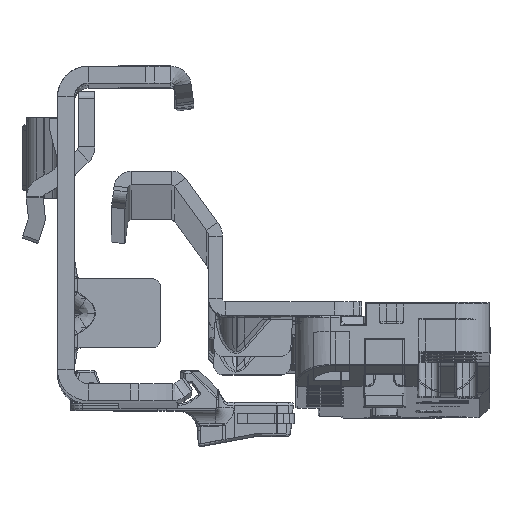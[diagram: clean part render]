
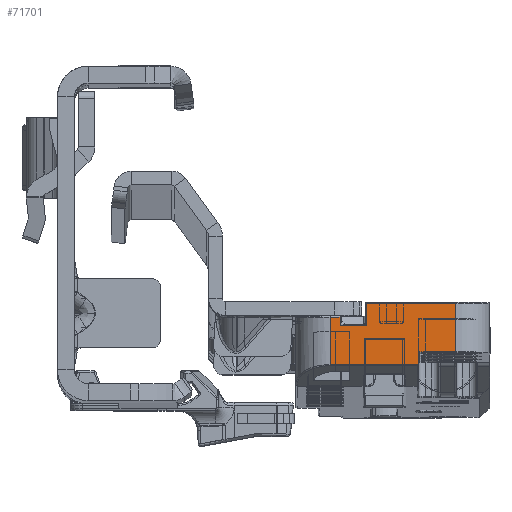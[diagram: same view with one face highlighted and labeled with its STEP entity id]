
A CAD part, top view. The second image highlights one B-rep face of the part: STEP entity #71701.
In plain terms, the highlighted face is planar.
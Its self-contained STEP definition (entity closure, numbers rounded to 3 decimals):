
#2198 = DIRECTION ( 'NONE',  ( 0., -1., 0. ) ) ;
#2316 = ORIENTED_EDGE ( 'NONE', *, *, #104599, .T. ) ;
#3414 = EDGE_CURVE ( 'NONE', #123320, #35617, #105906, .T. ) ;
#4258 = DIRECTION ( 'NONE',  ( 0., 0., 1. ) ) ;
#4374 = CARTESIAN_POINT ( 'NONE',  ( 19.8, 2.6, -284.5 ) ) ;
#7685 = EDGE_CURVE ( 'NONE', #58865, #54854, #69505, .T. ) ;
#10607 = LINE ( 'NONE', #51151, #36817 ) ;
#12779 = DIRECTION ( 'NONE',  ( 1., 0., 0. ) ) ;
#13296 = CARTESIAN_POINT ( 'NONE',  ( -8.5, -5.2, -284.5 ) ) ;
#14538 = DIRECTION ( 'NONE',  ( 1., 0., 0. ) ) ;
#16621 = EDGE_LOOP ( 'NONE', ( #2316, #78329, #51821, #38965, #75324, #19118, #79314, #68046, #36451, #107762, #86001, #96844 ) ) ;
#17729 = CARTESIAN_POINT ( 'NONE',  ( -8.3, -6.785, -284.5 ) ) ;
#19118 = ORIENTED_EDGE ( 'NONE', *, *, #62686, .T. ) ;
#20944 = AXIS2_PLACEMENT_3D ( 'NONE', #13296, #4258, #14538 ) ;
#22174 = CARTESIAN_POINT ( 'NONE',  ( -8.3, 0., -284.5 ) ) ;
#24060 = CARTESIAN_POINT ( 'NONE',  ( -8.273, -6.785, -284.5 ) ) ;
#24800 = CARTESIAN_POINT ( 'NONE',  ( -13.7, 2., -284.5 ) ) ;
#25651 = CARTESIAN_POINT ( 'NONE',  ( 4.6, 0.1, -284.5 ) ) ;
#25963 = CARTESIAN_POINT ( 'NONE',  ( -8.3, -6.669, -284.5 ) ) ;
#26527 = CARTESIAN_POINT ( 'NONE',  ( -8.3, -5., -284.5 ) ) ;
#27661 = VECTOR ( 'NONE', #96713, 1000. ) ;
#31483 = VERTEX_POINT ( 'NONE', #63501 ) ;
#31519 = EDGE_CURVE ( 'NONE', #60324, #48079, #109317, .T. ) ;
#31640 = EDGE_CURVE ( 'NONE', #72632, #84482, #54469, .T. ) ;
#32494 = VECTOR ( 'NONE', #2198, 1000. ) ;
#34917 = VERTEX_POINT ( 'NONE', #106654 ) ;
#35617 = VERTEX_POINT ( 'NONE', #24060 ) ;
#36451 = ORIENTED_EDGE ( 'NONE', *, *, #39907, .F. ) ;
#36793 = CARTESIAN_POINT ( 'NONE',  ( 3.15, 0.1, -284.5 ) ) ;
#36817 = VECTOR ( 'NONE', #111601, 1000. ) ;
#38965 = ORIENTED_EDGE ( 'NONE', *, *, #50032, .F. ) ;
#39514 = VECTOR ( 'NONE', #85320, 1000. ) ;
#39907 = EDGE_CURVE ( 'NONE', #34917, #48079, #126254, .T. ) ;
#41628 = DIRECTION ( 'NONE',  ( 0., 1., 0. ) ) ;
#47844 = VERTEX_POINT ( 'NONE', #112581 ) ;
#48079 = VERTEX_POINT ( 'NONE', #68804 ) ;
#48187 =( BOUNDED_CURVE ( )  B_SPLINE_CURVE ( 3, ( #74905, #102557, #94174, #25963 ),
 .UNSPECIFIED., .F., .T. ) 
 B_SPLINE_CURVE_WITH_KNOTS ( ( 4, 4 ),
 ( 1.047, 1.571 ),
 .UNSPECIFIED. ) 
 CURVE ( )  GEOMETRIC_REPRESENTATION_ITEM ( )  RATIONAL_B_SPLINE_CURVE ( ( 1., 0.977, 0.977, 1. ) ) 
 REPRESENTATION_ITEM ( '' )  );
#49054 = CARTESIAN_POINT ( 'NONE',  ( -8.3, -6.669, -284.5 ) ) ;
#49558 = VECTOR ( 'NONE', #104770, 1000. ) ;
#49964 = VECTOR ( 'NONE', #96644, 1000. ) ;
#50032 = EDGE_CURVE ( 'NONE', #123320, #47844, #85245, .T. ) ;
#51151 = CARTESIAN_POINT ( 'NONE',  ( 19.8, -1.15, -284.5 ) ) ;
#51821 = ORIENTED_EDGE ( 'NONE', *, *, #108507, .T. ) ;
#54432 = LINE ( 'NONE', #24800, #115095 ) ;
#54469 = LINE ( 'NONE', #103360, #39514 ) ;
#54578 = FACE_OUTER_BOUND ( 'NONE', #16621, .T. ) ;
#54854 = VERTEX_POINT ( 'NONE', #36793 ) ;
#55105 = DIRECTION ( 'NONE',  ( -1., 0., 0. ) ) ;
#58714 = CARTESIAN_POINT ( 'NONE',  ( -0.75, 2.1, -284.5 ) ) ;
#58865 = VERTEX_POINT ( 'NONE', #70633 ) ;
#60324 = VERTEX_POINT ( 'NONE', #118728 ) ;
#62552 = EDGE_CURVE ( 'NONE', #60324, #73721, #99414, .T. ) ;
#62686 = EDGE_CURVE ( 'NONE', #35617, #73721, #48187, .T. ) ;
#63501 = CARTESIAN_POINT ( 'NONE',  ( -13.7, 2.1, -284.5 ) ) ;
#64698 = DIRECTION ( 'NONE',  ( 0., 1., 0. ) ) ;
#68046 = ORIENTED_EDGE ( 'NONE', *, *, #31519, .T. ) ;
#68804 = CARTESIAN_POINT ( 'NONE',  ( -8.5, -5., -284.5 ) ) ;
#69505 = LINE ( 'NONE', #79131, #88616 ) ;
#70633 = CARTESIAN_POINT ( 'NONE',  ( 3.15, -1.15, -284.5 ) ) ;
#71701 = ADVANCED_FACE ( 'NONE', ( #54578 ), #92538, .F. ) ;
#72009 = DIRECTION ( 'NONE',  ( 0., 0., 1. ) ) ;
#72632 = VERTEX_POINT ( 'NONE', #58714 ) ;
#73721 = VERTEX_POINT ( 'NONE', #49054 ) ;
#74273 = VECTOR ( 'NONE', #64698, 1000. ) ;
#74905 = CARTESIAN_POINT ( 'NONE',  ( -8.273, -6.785, -284.5 ) ) ;
#75324 = ORIENTED_EDGE ( 'NONE', *, *, #3414, .T. ) ;
#78329 = ORIENTED_EDGE ( 'NONE', *, *, #7685, .T. ) ;
#79131 = CARTESIAN_POINT ( 'NONE',  ( 3.15, 0.1, -284.5 ) ) ;
#79314 = ORIENTED_EDGE ( 'NONE', *, *, #62552, .F. ) ;
#84482 = VERTEX_POINT ( 'NONE', #84723 ) ;
#84528 = LINE ( 'NONE', #123768, #27661 ) ;
#84723 = CARTESIAN_POINT ( 'NONE',  ( -0.75, -1.15, -284.5 ) ) ;
#85245 = LINE ( 'NONE', #113565, #74273 ) ;
#85320 = DIRECTION ( 'NONE',  ( 0., -1., 0. ) ) ;
#85484 = LINE ( 'NONE', #25651, #49558 ) ;
#86001 = ORIENTED_EDGE ( 'NONE', *, *, #117747, .T. ) ;
#88616 = VECTOR ( 'NONE', #120279, 1000. ) ;
#90400 = EDGE_CURVE ( 'NONE', #34917, #31483, #54432, .T. ) ;
#92538 = PLANE ( 'NONE',  #109796 ) ;
#94174 = CARTESIAN_POINT ( 'NONE',  ( -8.3, -6.71, -284.5 ) ) ;
#96644 = DIRECTION ( 'NONE',  ( 1., 0., 0. ) ) ;
#96713 = DIRECTION ( 'NONE',  ( 1., 0., 0. ) ) ;
#96844 = ORIENTED_EDGE ( 'NONE', *, *, #31640, .T. ) ;
#99414 = LINE ( 'NONE', #22174, #32494 ) ;
#102557 = CARTESIAN_POINT ( 'NONE',  ( -8.291, -6.749, -284.5 ) ) ;
#103360 = CARTESIAN_POINT ( 'NONE',  ( -0.75, -0.9, -284.5 ) ) ;
#104514 = VECTOR ( 'NONE', #55105, 1000. ) ;
#104599 = EDGE_CURVE ( 'NONE', #84482, #58865, #10607, .T. ) ;
#104770 = DIRECTION ( 'NONE',  ( 1., 0., 0. ) ) ;
#105906 = LINE ( 'NONE', #17729, #104514 ) ;
#106654 = CARTESIAN_POINT ( 'NONE',  ( -13.7, -5., -284.5 ) ) ;
#107762 = ORIENTED_EDGE ( 'NONE', *, *, #90400, .T. ) ;
#108507 = EDGE_CURVE ( 'NONE', #54854, #47844, #85484, .T. ) ;
#109317 = CIRCLE ( 'NONE', #20944, 0.2 ) ;
#109796 = AXIS2_PLACEMENT_3D ( 'NONE', #4374, #72009, #12779 ) ;
#111515 = CARTESIAN_POINT ( 'NONE',  ( 4.6, -6.785, -284.5 ) ) ;
#111601 = DIRECTION ( 'NONE',  ( 1., 0., 0. ) ) ;
#112581 = CARTESIAN_POINT ( 'NONE',  ( 4.6, 0.1, -284.5 ) ) ;
#113565 = CARTESIAN_POINT ( 'NONE',  ( 4.6, -242.444, -284.5 ) ) ;
#115095 = VECTOR ( 'NONE', #41628, 1000. ) ;
#117747 = EDGE_CURVE ( 'NONE', #31483, #72632, #84528, .T. ) ;
#118728 = CARTESIAN_POINT ( 'NONE',  ( -8.3, -5.2, -284.5 ) ) ;
#120279 = DIRECTION ( 'NONE',  ( 0., 1., 0. ) ) ;
#123320 = VERTEX_POINT ( 'NONE', #111515 ) ;
#123768 = CARTESIAN_POINT ( 'NONE',  ( -0.7, 2.1, -284.5 ) ) ;
#126254 = LINE ( 'NONE', #26527, #49964 ) ;
